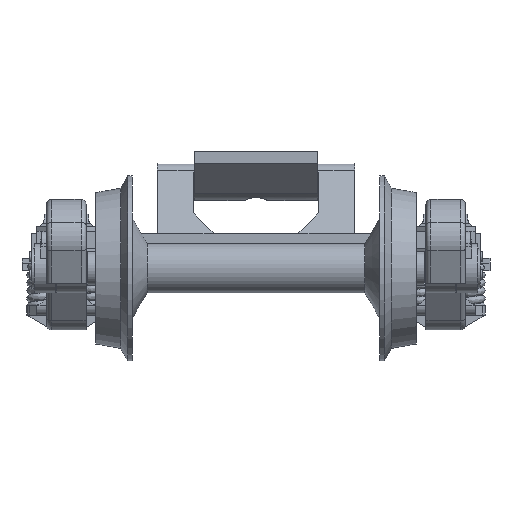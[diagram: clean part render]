
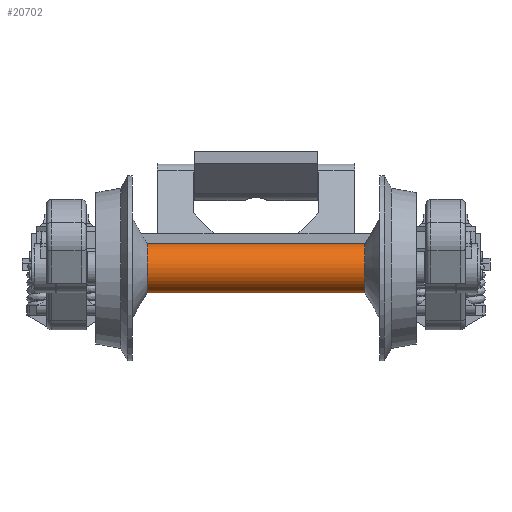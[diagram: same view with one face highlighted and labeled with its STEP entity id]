
A CAD part, front view. The second image highlights one B-rep face of the part: STEP entity #20702.
In plain terms, the highlighted cylindrical face has radius 4 mm (diameter 8 mm), a full revolution.
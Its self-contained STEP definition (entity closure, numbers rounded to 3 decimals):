
#850=CYLINDRICAL_SURFACE('',#22241,4.);
#2028=FACE_OUTER_BOUND('',#3272,.T.);
#3272=EDGE_LOOP('',(#14452,#14453,#14454,#14455));
#4609=LINE('',#30506,#6486);
#6486=VECTOR('',#24420,4.);
#8366=CIRCLE('',#22232,4.);
#8371=CIRCLE('',#22242,4.);
#9211=VERTEX_POINT('',#30485);
#9216=VERTEX_POINT('',#30504);
#11284=EDGE_CURVE('',#9211,#9211,#8366,.T.);
#11292=EDGE_CURVE('',#9216,#9216,#8371,.T.);
#11293=EDGE_CURVE('',#9216,#9211,#4609,.T.);
#14452=ORIENTED_EDGE('',*,*,#11292,.F.);
#14453=ORIENTED_EDGE('',*,*,#11293,.T.);
#14454=ORIENTED_EDGE('',*,*,#11284,.T.);
#14455=ORIENTED_EDGE('',*,*,#11293,.F.);
#20702=ADVANCED_FACE('',(#2028),#850,.T.);
#22232=AXIS2_PLACEMENT_3D('',#30487,#24395,#24396);
#22241=AXIS2_PLACEMENT_3D('',#30503,#24416,#24417);
#22242=AXIS2_PLACEMENT_3D('',#30505,#24418,#24419);
#24395=DIRECTION('center_axis',(1.,0.,0.));
#24396=DIRECTION('ref_axis',(0.,0.,-1.));
#24416=DIRECTION('center_axis',(1.,0.,0.));
#24417=DIRECTION('ref_axis',(0.,1.,0.));
#24418=DIRECTION('center_axis',(1.,0.,0.));
#24419=DIRECTION('ref_axis',(0.,0.,-1.));
#24420=DIRECTION('',(-1.,0.,0.));
#30485=CARTESIAN_POINT('',(-17.691,-31.3,0.));
#30487=CARTESIAN_POINT('Origin',(-17.691,-27.3,0.));
#30503=CARTESIAN_POINT('Origin',(8.845,-27.3,0.));
#30504=CARTESIAN_POINT('',(17.691,-31.3,0.));
#30505=CARTESIAN_POINT('Origin',(17.691,-27.3,0.));
#30506=CARTESIAN_POINT('',(8.845,-31.3,0.));
